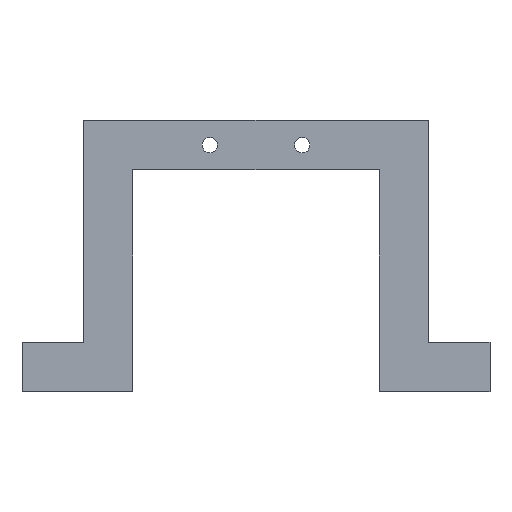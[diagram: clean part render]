
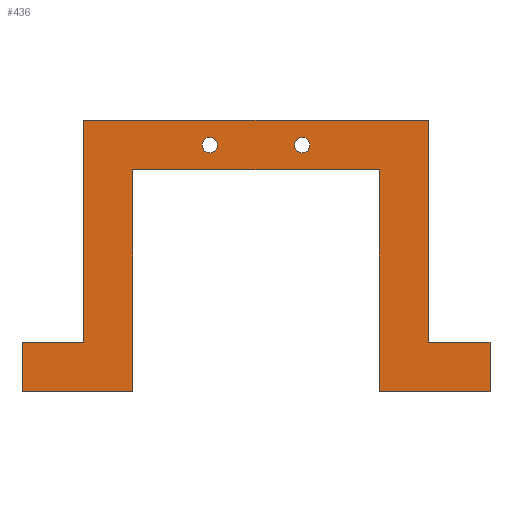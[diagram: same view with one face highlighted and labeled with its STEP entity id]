
A CAD part, top view. The second image highlights one B-rep face of the part: STEP entity #436.
In plain terms, the highlighted planar face has unit normal (0, 0, 1).
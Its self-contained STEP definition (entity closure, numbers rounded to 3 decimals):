
#21=FACE_BOUND('',#93,.T.);
#22=FACE_BOUND('',#94,.T.);
#38=PLANE('',#482);
#64=FACE_OUTER_BOUND('',#92,.T.);
#92=EDGE_LOOP('',(#399,#400,#401,#402,#403,#404,#405,#406,#407,#408,#409,
#410));
#93=EDGE_LOOP('',(#411));
#94=EDGE_LOOP('',(#412));
#99=LINE('',#615,#147);
#105=LINE('',#634,#153);
#126=LINE('',#683,#174);
#128=LINE('',#686,#176);
#129=LINE('',#689,#177);
#131=LINE('',#693,#179);
#133=LINE('',#697,#181);
#135=LINE('',#701,#183);
#137=LINE('',#705,#185);
#139=LINE('',#709,#187);
#141=LINE('',#712,#189);
#142=LINE('',#714,#190);
#147=VECTOR('',#501,10.);
#153=VECTOR('',#519,10.);
#174=VECTOR('',#560,10.);
#176=VECTOR('',#564,10.);
#177=VECTOR('',#567,10.);
#179=VECTOR('',#571,10.);
#181=VECTOR('',#575,10.);
#183=VECTOR('',#579,10.);
#185=VECTOR('',#583,10.);
#187=VECTOR('',#587,10.);
#189=VECTOR('',#591,10.);
#190=VECTOR('',#594,10.);
#198=CIRCLE('',#465,1.25);
#200=CIRCLE('',#468,1.25);
#206=VERTEX_POINT('',#612);
#207=VERTEX_POINT('',#614);
#213=VERTEX_POINT('',#631);
#214=VERTEX_POINT('',#633);
#216=VERTEX_POINT('',#639);
#218=VERTEX_POINT('',#645);
#231=VERTEX_POINT('',#680);
#232=VERTEX_POINT('',#682);
#233=VERTEX_POINT('',#688);
#234=VERTEX_POINT('',#692);
#235=VERTEX_POINT('',#696);
#236=VERTEX_POINT('',#700);
#237=VERTEX_POINT('',#704);
#238=VERTEX_POINT('',#708);
#246=EDGE_CURVE('',#207,#206,#99,.T.);
#255=EDGE_CURVE('',#214,#213,#105,.T.);
#259=EDGE_CURVE('',#216,#216,#198,.T.);
#262=EDGE_CURVE('',#218,#218,#200,.T.);
#280=EDGE_CURVE('',#232,#231,#126,.T.);
#282=EDGE_CURVE('',#213,#232,#128,.T.);
#283=EDGE_CURVE('',#233,#214,#129,.T.);
#285=EDGE_CURVE('',#234,#233,#131,.T.);
#287=EDGE_CURVE('',#235,#234,#133,.T.);
#289=EDGE_CURVE('',#236,#235,#135,.T.);
#291=EDGE_CURVE('',#237,#236,#137,.T.);
#293=EDGE_CURVE('',#238,#237,#139,.T.);
#295=EDGE_CURVE('',#206,#238,#141,.T.);
#296=EDGE_CURVE('',#231,#207,#142,.T.);
#399=ORIENTED_EDGE('',*,*,#280,.T.);
#400=ORIENTED_EDGE('',*,*,#296,.T.);
#401=ORIENTED_EDGE('',*,*,#246,.T.);
#402=ORIENTED_EDGE('',*,*,#295,.T.);
#403=ORIENTED_EDGE('',*,*,#293,.T.);
#404=ORIENTED_EDGE('',*,*,#291,.T.);
#405=ORIENTED_EDGE('',*,*,#289,.T.);
#406=ORIENTED_EDGE('',*,*,#287,.T.);
#407=ORIENTED_EDGE('',*,*,#285,.T.);
#408=ORIENTED_EDGE('',*,*,#283,.T.);
#409=ORIENTED_EDGE('',*,*,#255,.T.);
#410=ORIENTED_EDGE('',*,*,#282,.T.);
#411=ORIENTED_EDGE('',*,*,#259,.T.);
#412=ORIENTED_EDGE('',*,*,#262,.T.);
#436=ADVANCED_FACE('',(#64,#21,#22),#38,.T.);
#465=AXIS2_PLACEMENT_3D('',#641,#526,#527);
#468=AXIS2_PLACEMENT_3D('',#647,#533,#534);
#482=AXIS2_PLACEMENT_3D('',#715,#595,#596);
#501=DIRECTION('',(-1.,0.,0.));
#519=DIRECTION('',(-1.,0.,0.));
#526=DIRECTION('center_axis',(0.,0.,-1.));
#527=DIRECTION('ref_axis',(1.,0.,0.));
#533=DIRECTION('center_axis',(0.,0.,-1.));
#534=DIRECTION('ref_axis',(1.,0.,0.));
#560=DIRECTION('',(-1.,0.,0.));
#564=DIRECTION('',(0.,1.,0.));
#567=DIRECTION('',(0.,1.,0.));
#571=DIRECTION('',(1.,0.,0.));
#575=DIRECTION('',(0.,-1.,0.));
#579=DIRECTION('',(1.,0.,0.));
#583=DIRECTION('',(0.,1.,0.));
#587=DIRECTION('',(1.,0.,0.));
#591=DIRECTION('',(0.,-1.,0.));
#594=DIRECTION('',(0.,-1.,0.));
#595=DIRECTION('center_axis',(0.,0.,1.));
#596=DIRECTION('ref_axis',(1.,0.,0.));
#612=CARTESIAN_POINT('',(-38.,8.,10.));
#614=CARTESIAN_POINT('',(-28.,8.,10.));
#615=CARTESIAN_POINT('',(-28.,8.,10.));
#631=CARTESIAN_POINT('',(28.,8.,10.));
#633=CARTESIAN_POINT('',(38.,8.,10.));
#634=CARTESIAN_POINT('',(28.,8.,10.));
#639=CARTESIAN_POINT('',(6.25,40.,10.));
#641=CARTESIAN_POINT('Origin',(7.5,40.,10.));
#645=CARTESIAN_POINT('',(-8.75,40.,10.));
#647=CARTESIAN_POINT('Origin',(-7.5,40.,10.));
#680=CARTESIAN_POINT('',(-28.,44.,10.));
#682=CARTESIAN_POINT('',(28.,44.,10.));
#683=CARTESIAN_POINT('',(0.,44.,10.));
#686=CARTESIAN_POINT('',(28.,44.,10.));
#688=CARTESIAN_POINT('',(38.,0.,10.));
#689=CARTESIAN_POINT('',(38.,8.,10.));
#692=CARTESIAN_POINT('',(20.,0.,10.));
#693=CARTESIAN_POINT('',(38.,0.,10.));
#696=CARTESIAN_POINT('',(20.,36.,10.));
#697=CARTESIAN_POINT('',(20.,0.,10.));
#700=CARTESIAN_POINT('',(-20.,36.,10.));
#701=CARTESIAN_POINT('',(-20.,36.,10.));
#704=CARTESIAN_POINT('',(-20.,0.,10.));
#705=CARTESIAN_POINT('',(-20.,0.,10.));
#708=CARTESIAN_POINT('',(-38.,0.,10.));
#709=CARTESIAN_POINT('',(-38.,0.,10.));
#712=CARTESIAN_POINT('',(-38.,8.,10.));
#714=CARTESIAN_POINT('',(-28.,44.,10.));
#715=CARTESIAN_POINT('Origin',(0.,22.,10.));
